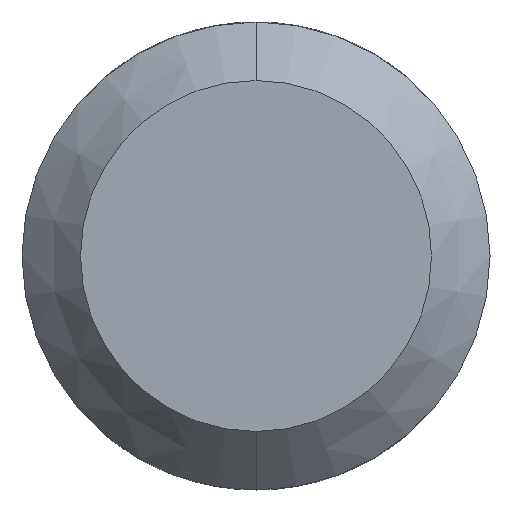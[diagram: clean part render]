
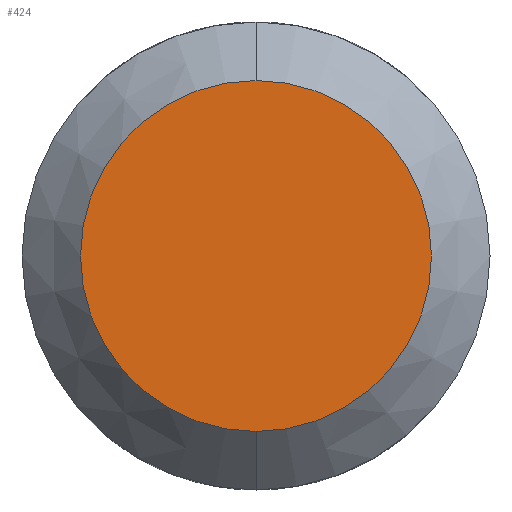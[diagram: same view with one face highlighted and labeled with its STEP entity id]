
A CAD part, front view. The second image highlights one B-rep face of the part: STEP entity #424.
In plain terms, the highlighted planar face has unit normal (0, -1, 0).
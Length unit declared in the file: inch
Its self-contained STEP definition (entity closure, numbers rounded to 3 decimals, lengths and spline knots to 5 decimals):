
#19 = DIRECTION ( 'NONE',  ( 0., -1., 0. ) ) ;
#94 = CARTESIAN_POINT ( 'NONE',  ( 0., -8.97638, 0. ) ) ;
#114 = AXIS2_PLACEMENT_3D ( 'NONE', #616, #289, #516 ) ;
#122 = CARTESIAN_POINT ( 'NONE',  ( 0., -8.97638, 0.11811 ) ) ;
#125 = EDGE_CURVE ( 'NONE', #687, #296, #484, .T. ) ;
#226 = AXIS2_PLACEMENT_3D ( 'NONE', #415, #19, #304 ) ;
#238 = EDGE_CURVE ( 'NONE', #296, #687, #527, .T. ) ;
#289 = DIRECTION ( 'NONE',  ( 0., 1., 0. ) ) ;
#296 = VERTEX_POINT ( 'NONE', #705 ) ;
#304 = DIRECTION ( 'NONE',  ( 0., 0., -1. ) ) ;
#307 = PLANE ( 'NONE',  #226 ) ;
#319 = AXIS2_PLACEMENT_3D ( 'NONE', #94, #602, #427 ) ;
#385 = ORIENTED_EDGE ( 'NONE', *, *, #238, .F. ) ;
#415 = CARTESIAN_POINT ( 'NONE',  ( 0.05906, -8.97638, 0. ) ) ;
#424 = ADVANCED_FACE ( 'NONE', ( #432 ), #307, .T. ) ;
#427 = DIRECTION ( 'NONE',  ( 0., 0., 1. ) ) ;
#432 = FACE_OUTER_BOUND ( 'NONE', #449, .T. ) ;
#449 = EDGE_LOOP ( 'NONE', ( #559, #385 ) ) ;
#484 = CIRCLE ( 'NONE', #114, 0.11811 ) ;
#516 = DIRECTION ( 'NONE',  ( 0., 0., 1. ) ) ;
#527 = CIRCLE ( 'NONE', #319, 0.11811 ) ;
#559 = ORIENTED_EDGE ( 'NONE', *, *, #125, .F. ) ;
#602 = DIRECTION ( 'NONE',  ( 0., 1., 0. ) ) ;
#616 = CARTESIAN_POINT ( 'NONE',  ( 0., -8.97638, 0. ) ) ;
#687 = VERTEX_POINT ( 'NONE', #122 ) ;
#705 = CARTESIAN_POINT ( 'NONE',  ( 0., -8.97638, -0.11811 ) ) ;
